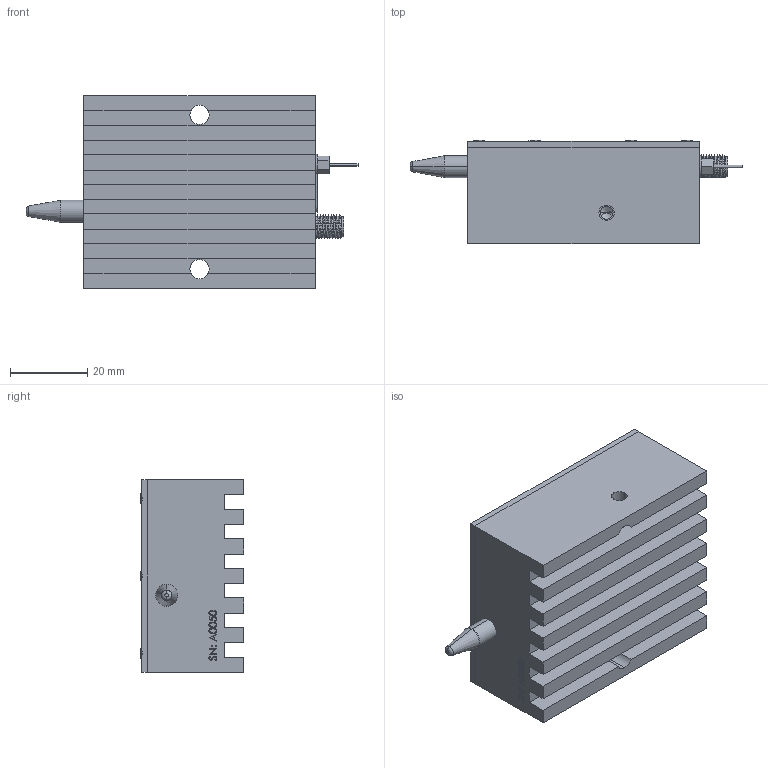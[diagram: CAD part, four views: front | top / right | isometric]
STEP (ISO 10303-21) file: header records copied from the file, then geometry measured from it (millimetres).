
FILE_DESCRIPTION (( 'STEP AP214' ), '1' );
FILE_NAME ('FPD310_071122.STEP', '2007-11-22T07:41:39', ( 'Menlo' ), ( 'Menlo' ), 'SwSTEP 2.0', 'SolidWorks 2007', '' );
FILE_SCHEMA (( 'AUTOMOTIVE_DESIGN' ));
Length unit declared in the file: millimetre
Products named in the file (8): 600238_FPD310; 600470_1_FPD310-0; SW3dPS-sma bulkhead straight jack_echt; Countersunk Raised Head Cross Recess Screw_DIN_ISO 7047 - M2.5 x 6 - Z --- 6N; PIN-Diode-Fasergekoppelt_Ohne Kabel; 316322_Pos2; 313600_Standard; FPD310_071122
Assembly tree (16 placements, depth 2):
  FPD310_071122
    Countersunk Raised Head Cross Recess Screw_DIN_ISO 7047 - M2.5 x 6 - Z --- 6N  x10
    316322_Pos2
    600238_FPD310
    SW3dPS-sma bulkhead straight jack_echt
    600470_1_FPD310-0
    PIN-Diode-Fasergekoppelt_Ohne Kabel
    313600_Standard
Bounding box: 86.1 x 26.85 x 50 mm (x, y, z)
Volume: 57737.3 mm3; surface area: 26996.3 mm2
Topology: 17 solids, 17 shells, 2806 faces, 7367 edges, 4795 vertices
Faces by surface type: plane 1499, bspline 903, cone 191, cylinder 165, torus 28, sphere 20
Entity records: 140015 total; most frequent: CARTESIAN_POINT 63114, ORIENTED_EDGE 12886, DIRECTION 7999, EDGE_CURVE 6443, VERTEX_POINT 4273, VECTOR 4195, LINE 4195, EDGE_LOOP 2708
